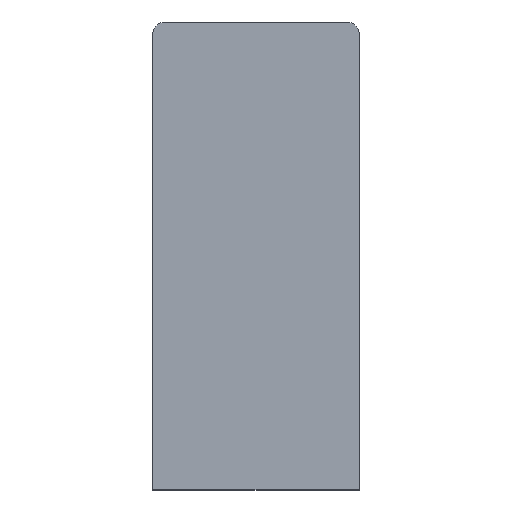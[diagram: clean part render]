
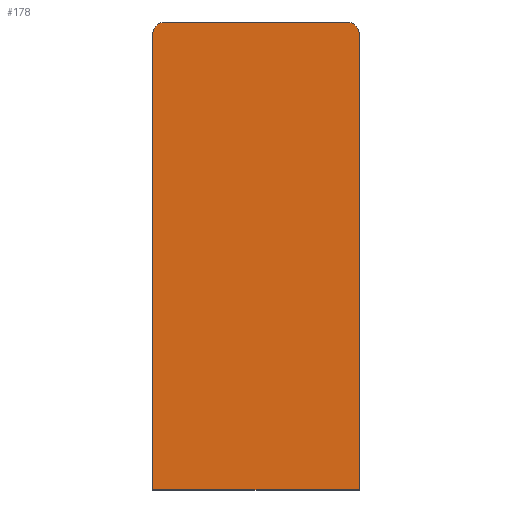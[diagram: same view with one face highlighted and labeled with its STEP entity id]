
A CAD part, top view. The second image highlights one B-rep face of the part: STEP entity #178.
In plain terms, the highlighted planar face has unit normal (0, 0, 1).
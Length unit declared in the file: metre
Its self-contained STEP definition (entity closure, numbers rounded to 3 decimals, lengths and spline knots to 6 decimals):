
#16=CIRCLE('',#204,0.0012);
#17=CIRCLE('',#205,0.0012);
#40=ORIENTED_EDGE('',*,*,#74,.T.);
#41=ORIENTED_EDGE('',*,*,#82,.T.);
#42=ORIENTED_EDGE('',*,*,#75,.T.);
#43=ORIENTED_EDGE('',*,*,#83,.T.);
#44=ORIENTED_EDGE('',*,*,#79,.F.);
#45=ORIENTED_EDGE('',*,*,#70,.F.);
#70=EDGE_CURVE('',#92,#93,#108,.T.);
#74=EDGE_CURVE('',#92,#95,#112,.T.);
#75=EDGE_CURVE('',#96,#97,#113,.T.);
#79=EDGE_CURVE('',#93,#100,#117,.T.);
#82=EDGE_CURVE('',#95,#96,#16,.T.);
#83=EDGE_CURVE('',#97,#100,#17,.T.);
#92=VERTEX_POINT('',#281);
#93=VERTEX_POINT('',#283);
#95=VERTEX_POINT('',#289);
#96=VERTEX_POINT('',#293);
#97=VERTEX_POINT('',#294);
#100=VERTEX_POINT('',#302);
#108=LINE('',#282,#122);
#112=LINE('',#290,#126);
#113=LINE('',#292,#127);
#117=LINE('',#301,#131);
#122=VECTOR('',#225,1.);
#126=VECTOR('',#231,1.);
#127=VECTOR('',#234,1.);
#131=VECTOR('',#240,1.);
#138=EDGE_LOOP('',(#40,#41,#42,#43,#44,#45));
#154=FACE_BOUND('',#138,.T.);
#170=PLANE('',#203);
#178=ADVANCED_FACE('',(#154),#170,.T.);
#203=AXIS2_PLACEMENT_3D('',#306,#243,#244);
#204=AXIS2_PLACEMENT_3D('',#307,#245,#246);
#205=AXIS2_PLACEMENT_3D('',#308,#247,#248);
#225=DIRECTION('',(-1.,0.,0.));
#231=DIRECTION('',(0.,1.,0.));
#234=DIRECTION('',(-1.,0.,0.));
#240=DIRECTION('',(0.,1.,0.));
#243=DIRECTION('',(0.,0.,1.));
#244=DIRECTION('',(1.,0.,0.));
#245=DIRECTION('',(0.,0.,1.));
#246=DIRECTION('',(1.,0.,0.));
#247=DIRECTION('',(0.,0.,1.));
#248=DIRECTION('',(1.,0.,0.));
#281=CARTESIAN_POINT('',(-0.042767,-0.010398,0.0086));
#282=CARTESIAN_POINT('',(-0.052552,-0.010398,0.0086));
#283=CARTESIAN_POINT('',(-0.062337,-0.010398,0.0086));
#289=CARTESIAN_POINT('',(-0.042767,0.032702,0.0086));
#290=CARTESIAN_POINT('',(-0.042767,0.011752,0.0086));
#292=CARTESIAN_POINT('',(-0.052552,0.033902,0.0086));
#293=CARTESIAN_POINT('',(-0.043967,0.033902,0.0086));
#294=CARTESIAN_POINT('',(-0.061137,0.033902,0.0086));
#301=CARTESIAN_POINT('',(-0.062337,0.011752,0.0086));
#302=CARTESIAN_POINT('',(-0.062337,0.032702,0.0086));
#306=CARTESIAN_POINT('',(-0.052552,0.011752,0.0086));
#307=CARTESIAN_POINT('',(-0.043967,0.032702,0.0086));
#308=CARTESIAN_POINT('',(-0.061137,0.032702,0.0086));
